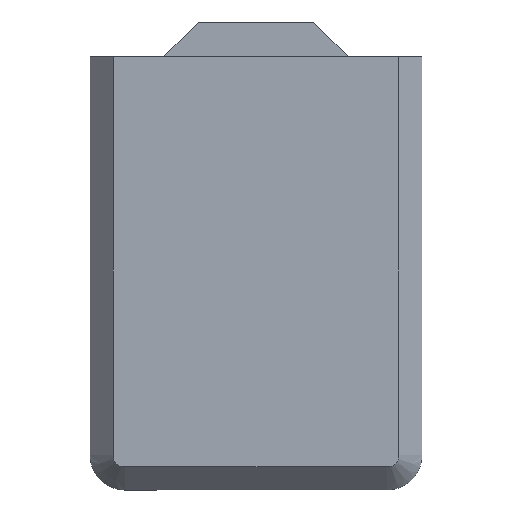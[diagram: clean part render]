
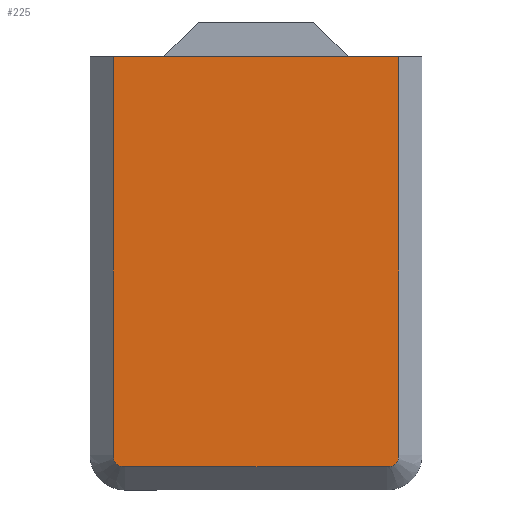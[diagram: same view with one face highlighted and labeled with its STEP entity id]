
A CAD part, top view. The second image highlights one B-rep face of the part: STEP entity #225.
In plain terms, the highlighted planar face has unit normal (0, 0, 1).
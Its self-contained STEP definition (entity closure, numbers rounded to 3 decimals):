
#15=CIRCLE('',#254,1.);
#17=CIRCLE('',#258,1.);
#29=FACE_OUTER_BOUND('',#41,.T.);
#41=EDGE_LOOP('',(#179,#180,#181,#182,#183,#184));
#57=LINE('',#353,#83);
#60=LINE('',#364,#86);
#64=LINE('',#376,#90);
#66=LINE('',#379,#92);
#83=VECTOR('',#287,10.);
#86=VECTOR('',#298,10.);
#90=VECTOR('',#310,10.);
#92=VECTOR('',#314,10.);
#104=VERTEX_POINT('',#346);
#107=VERTEX_POINT('',#351);
#109=VERTEX_POINT('',#356);
#111=VERTEX_POINT('',#362);
#113=VERTEX_POINT('',#368);
#115=VERTEX_POINT('',#374);
#129=EDGE_CURVE('',#107,#104,#57,.T.);
#131=EDGE_CURVE('',#109,#107,#15,.T.);
#134=EDGE_CURVE('',#111,#109,#60,.T.);
#137=EDGE_CURVE('',#113,#111,#17,.T.);
#140=EDGE_CURVE('',#115,#113,#64,.T.);
#142=EDGE_CURVE('',#115,#104,#66,.T.);
#179=ORIENTED_EDGE('',*,*,#142,.T.);
#180=ORIENTED_EDGE('',*,*,#129,.F.);
#181=ORIENTED_EDGE('',*,*,#131,.F.);
#182=ORIENTED_EDGE('',*,*,#134,.F.);
#183=ORIENTED_EDGE('',*,*,#137,.F.);
#184=ORIENTED_EDGE('',*,*,#140,.F.);
#213=PLANE('',#261);
#225=ADVANCED_FACE('',(#29),#213,.T.);
#254=AXIS2_PLACEMENT_3D('',#358,#291,#292);
#258=AXIS2_PLACEMENT_3D('',#370,#303,#304);
#261=AXIS2_PLACEMENT_3D('',#378,#312,#313);
#287=DIRECTION('',(0.,1.,0.));
#291=DIRECTION('center_axis',(0.,0.,-1.));
#292=DIRECTION('ref_axis',(-1.,0.,0.));
#298=DIRECTION('',(-1.,0.,0.));
#303=DIRECTION('center_axis',(0.,0.,-1.));
#304=DIRECTION('ref_axis',(0.,-1.,0.));
#310=DIRECTION('',(0.,-1.,0.));
#312=DIRECTION('center_axis',(0.,0.,1.));
#313=DIRECTION('ref_axis',(1.,0.,0.));
#314=DIRECTION('',(-1.,0.,0.));
#346=CARTESIAN_POINT('',(-1.,37.6,2.));
#351=CARTESIAN_POINT('',(-1.,3.,2.));
#353=CARTESIAN_POINT('',(-1.,28.95,2.));
#356=CARTESIAN_POINT('',(0.,2.,2.));
#358=CARTESIAN_POINT('Origin',(0.,3.,2.));
#362=CARTESIAN_POINT('',(22.8,2.,2.));
#364=CARTESIAN_POINT('',(5.7,2.,2.));
#368=CARTESIAN_POINT('',(23.8,3.,2.));
#370=CARTESIAN_POINT('Origin',(22.8,3.,2.));
#374=CARTESIAN_POINT('',(23.8,37.6,2.));
#376=CARTESIAN_POINT('',(23.8,11.65,2.));
#378=CARTESIAN_POINT('Origin',(11.4,20.3,2.));
#379=CARTESIAN_POINT('',(25.8,37.6,2.));
